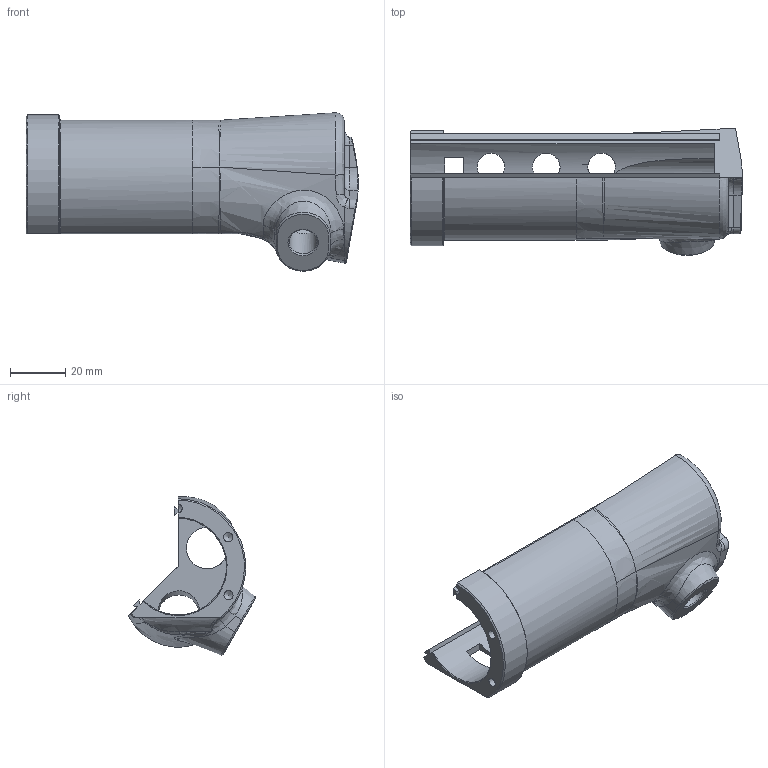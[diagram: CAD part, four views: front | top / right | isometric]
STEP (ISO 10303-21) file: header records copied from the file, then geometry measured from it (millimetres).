
FILE_DESCRIPTION(/* description */ ('STEP AP242','CAx-IF Rec.Pracs.---Representation and Presentation of Product Manufacturing Information (PMI)---4.0---2014-10-13','CAx-IF Rec.Pracs.---3D Tessellated Geometry---0.4---2014-09-14','2;1'),/* implementation_level */ '2;1');
FILE_NAME(/* name */ '681e8ce344bb7a5504b0c59d',/* time_stamp */ '2025-05-09T23:16:52Z',/* author */ (''),/* organization */ (''),/* preprocessor_version */ 'ST-DEVELOPER v20',/* originating_system */ 'ONSHAPE BY PTC INC, 1.197',/* authorisation */ ' ');
FILE_SCHEMA (('AP242_MANAGED_MODEL_BASED_3D_ENGINEERING_MIM_LF { 1 0 10303 442 1 1 4 }'));
Length unit declared in the file: metre
Products named in the file (1): B
Bounding box: 120 x 45.89 x 57.26 mm (x, y, z)
Volume: 49203 mm3; surface area: 24159.2 mm2
Topology: 1 solids, 1 shells, 159 faces, 447 edges, 281 vertices
Faces by surface type: bspline 48, plane 45, cylinder 35, cone 17, torus 8, sphere 6
Full cylindrical faces by diameter (mm): 3.3 x2, 10 x3, 15 x2
Entity records: 7358 total; most frequent: CARTESIAN_POINT 3731, ORIENTED_EDGE 848, DIRECTION 580, EDGE_CURVE 424, VERTEX_POINT 279, AXIS2_PLACEMENT_3D 215, FACE_BOUND 187, EDGE_LOOP 185
